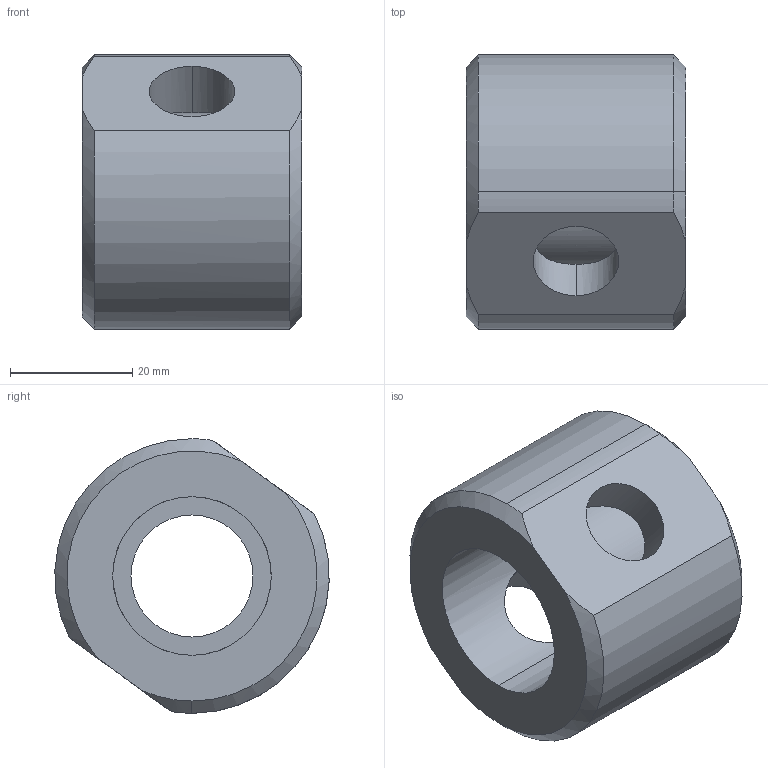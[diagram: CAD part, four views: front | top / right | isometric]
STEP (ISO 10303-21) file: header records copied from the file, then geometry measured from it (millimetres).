
FILE_DESCRIPTION (( 'STEP AP203' ), '1' );
FILE_NAME ('SupportEcrouBille_Défaut_sldprt.STEP', '2019-10-29T08:20:42', ( '' ), ( '' ), 'SwSTEP 2.0', 'SolidWorks 2017', '' );
FILE_SCHEMA (( 'CONFIG_CONTROL_DESIGN' ));
Length unit declared in the file: millimetre
Products named in the file (1): SupportEcrouBille_Défaut_sldprt
Bounding box: 36 x 44.96 x 45 mm (x, y, z)
Volume: 35308.8 mm3; surface area: 10311.5 mm2
Topology: 1 solids, 1 shells, 23 faces, 62 edges, 40 vertices
Faces by surface type: cylinder 12, cone 6, plane 5
Entity records: 1174 total; most frequent: CARTESIAN_POINT 528, ORIENTED_EDGE 120, DIRECTION 119, EDGE_CURVE 60, AXIS2_PLACEMENT_3D 50, VERTEX_POINT 39, EDGE_LOOP 27, CIRCLE 27
